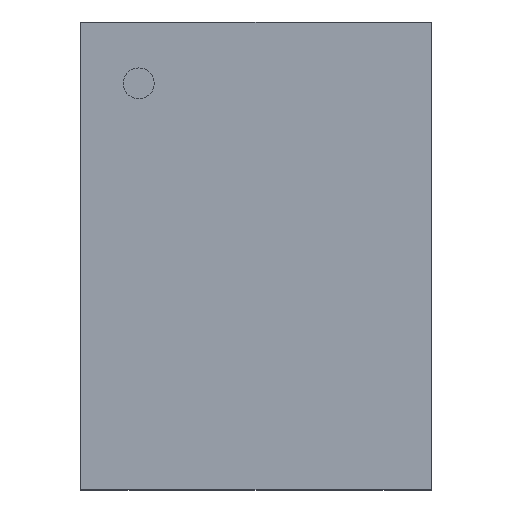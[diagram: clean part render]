
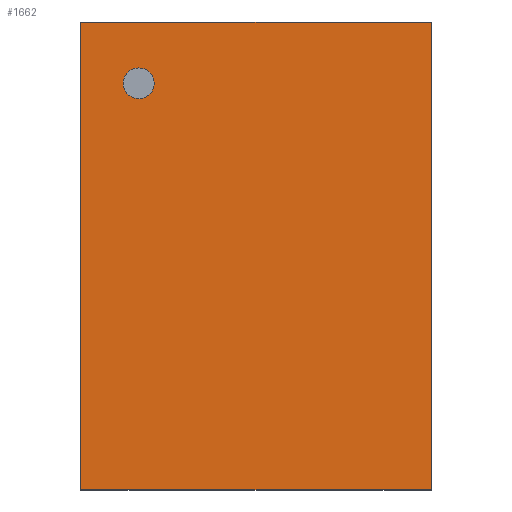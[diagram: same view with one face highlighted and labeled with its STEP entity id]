
A CAD part, top view. The second image highlights one B-rep face of the part: STEP entity #1662.
In plain terms, the highlighted planar face has unit normal (0, 0, 1).
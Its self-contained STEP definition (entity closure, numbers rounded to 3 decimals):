
#564 = VERTEX_POINT ( 'NONE', #6342 ) ;
#637 = VERTEX_POINT ( 'NONE', #5115 ) ;
#882 = CARTESIAN_POINT ( 'NONE',  ( 214.996, 171.591, 0.75 ) ) ;
#917 = ORIENTED_EDGE ( 'NONE', *, *, #2164, .F. ) ;
#1178 = DIRECTION ( 'NONE',  ( -1., 0., 0. ) ) ;
#1365 = VECTOR ( 'NONE', #8474, 1000. ) ;
#1410 = EDGE_CURVE ( 'NONE', #9665, #637, #10038, .T. ) ;
#1662 = ADVANCED_FACE ( 'NONE', ( #6347, #4590 ), #9032, .F. ) ;
#1877 = CARTESIAN_POINT ( 'NONE',  ( 216.314, 171.853, 0.75 ) ) ;
#2164 = EDGE_CURVE ( 'NONE', #564, #8605, #7964, .T. ) ;
#2197 = EDGE_LOOP ( 'NONE', ( #4273, #917 ) ) ;
#2360 = DIRECTION ( 'NONE',  ( 1., 0., 0. ) ) ;
#2991 = VECTOR ( 'NONE', #6950, 1000. ) ;
#3315 = EDGE_LOOP ( 'NONE', ( #9065, #7918, #3410, #8975 ) ) ;
#3410 = ORIENTED_EDGE ( 'NONE', *, *, #5123, .F. ) ;
#4273 = ORIENTED_EDGE ( 'NONE', *, *, #11015, .F. ) ;
#4326 = DIRECTION ( 'NONE',  ( -1., 0., 0. ) ) ;
#4590 = FACE_OUTER_BOUND ( 'NONE', #3315, .T. ) ;
#4705 = DIRECTION ( 'NONE',  ( -1., 0., 0. ) ) ;
#4925 = CARTESIAN_POINT ( 'NONE',  ( 216.314, 169.853, 0.75 ) ) ;
#4976 = DIRECTION ( 'NONE',  ( 0., 0., 1. ) ) ;
#5015 = VECTOR ( 'NONE', #4326, 1000. ) ;
#5115 = CARTESIAN_POINT ( 'NONE',  ( 214.814, 171.853, 0.75 ) ) ;
#5123 = EDGE_CURVE ( 'NONE', #637, #10102, #10549, .T. ) ;
#5514 = DIRECTION ( 'NONE',  ( 0., 0., 1. ) ) ;
#5761 = AXIS2_PLACEMENT_3D ( 'NONE', #9268, #4976, #5938 ) ;
#5927 = VECTOR ( 'NONE', #2360, 1000. ) ;
#5938 = DIRECTION ( 'NONE',  ( -1., 0., 0. ) ) ;
#6302 = CARTESIAN_POINT ( 'NONE',  ( 215.062, 171.591, 0.75 ) ) ;
#6342 = CARTESIAN_POINT ( 'NONE',  ( 215.128, 171.591, 0.75 ) ) ;
#6347 = FACE_BOUND ( 'NONE', #2197, .T. ) ;
#6370 = DIRECTION ( 'NONE',  ( 0., 0., -1. ) ) ;
#6712 = CARTESIAN_POINT ( 'NONE',  ( 214.814, 169.853, 0.75 ) ) ;
#6950 = DIRECTION ( 'NONE',  ( 0., -1., 0. ) ) ;
#7048 = CARTESIAN_POINT ( 'NONE',  ( 214.814, 169.853, 0.75 ) ) ;
#7696 = AXIS2_PLACEMENT_3D ( 'NONE', #9848, #6370, #4705 ) ;
#7918 = ORIENTED_EDGE ( 'NONE', *, *, #10681, .F. ) ;
#7960 = CARTESIAN_POINT ( 'NONE',  ( 216.314, 171.853, 0.75 ) ) ;
#7964 = CIRCLE ( 'NONE', #10925, 0.066 ) ;
#8474 = DIRECTION ( 'NONE',  ( 0., 1., 0. ) ) ;
#8605 = VERTEX_POINT ( 'NONE', #882 ) ;
#8975 = ORIENTED_EDGE ( 'NONE', *, *, #1410, .F. ) ;
#9032 = PLANE ( 'NONE',  #7696 ) ;
#9065 = ORIENTED_EDGE ( 'NONE', *, *, #10485, .F. ) ;
#9215 = LINE ( 'NONE', #9521, #5015 ) ;
#9233 = CARTESIAN_POINT ( 'NONE',  ( 214.814, 171.853, 0.75 ) ) ;
#9268 = CARTESIAN_POINT ( 'NONE',  ( 215.062, 171.591, 0.75 ) ) ;
#9521 = CARTESIAN_POINT ( 'NONE',  ( 216.314, 169.853, 0.75 ) ) ;
#9665 = VERTEX_POINT ( 'NONE', #7048 ) ;
#9848 = CARTESIAN_POINT ( 'NONE',  ( 0., 0., 0.75 ) ) ;
#9857 = VERTEX_POINT ( 'NONE', #4925 ) ;
#10038 = LINE ( 'NONE', #6712, #1365 ) ;
#10040 = LINE ( 'NONE', #1877, #2991 ) ;
#10102 = VERTEX_POINT ( 'NONE', #7960 ) ;
#10485 = EDGE_CURVE ( 'NONE', #9857, #9665, #9215, .T. ) ;
#10549 = LINE ( 'NONE', #9233, #5927 ) ;
#10681 = EDGE_CURVE ( 'NONE', #10102, #9857, #10040, .T. ) ;
#10719 = CIRCLE ( 'NONE', #5761, 0.066 ) ;
#10925 = AXIS2_PLACEMENT_3D ( 'NONE', #6302, #5514, #1178 ) ;
#11015 = EDGE_CURVE ( 'NONE', #8605, #564, #10719, .T. ) ;
